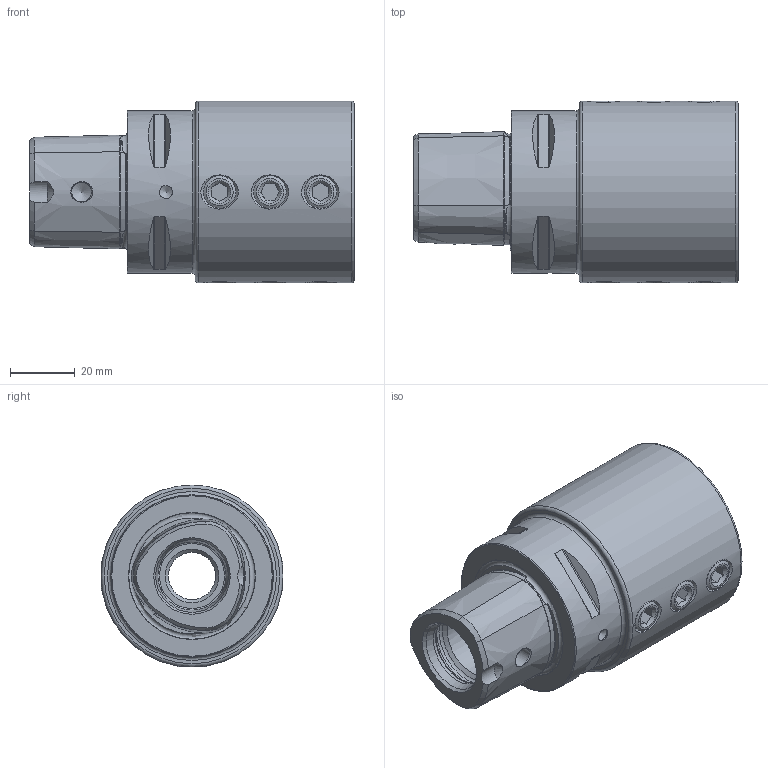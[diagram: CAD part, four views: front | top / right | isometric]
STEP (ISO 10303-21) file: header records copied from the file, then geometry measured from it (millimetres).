
FILE_DESCRIPTION (( 'STEP AP214' ), '1' );
FILE_NAME ('PS5.B32.K01.070.STEP', '2021-12-15T09:30:33', ( '' ), ( '' ), 'SwSTEP 2.0', 'SolidWorks 2017', '' );
FILE_SCHEMA (( 'AUTOMOTIVE_DESIGN' ));
Length unit declared in the file: millimetre
Products named in the file (3): PS5.B32.K01.070; ISO 4026 - M10 x 12_PreviewCfg; PS5-B32.K01.070_B
Assembly tree (10 placements, depth 2):
  PS5.B32.K01.070
    PS5-B32.K01.070_B
    ISO 4026 - M10 x 12_PreviewCfg  x9
Bounding box: 100 x 56 x 56 mm (x, y, z)
Volume: 126645.4 mm3; surface area: 35257.6 mm2
Topology: 10 solids, 10 shells, 229 faces, 539 edges, 341 vertices
Faces by surface type: plane 102, cone 70, cylinder 38, torus 19
Full cylindrical faces by diameter (mm): 4 x1, 6.1 x2, 9 x9, 10 x9, 14.5 x1, 21 x2, 24 x1, 32 x1, 32.6 x1, 50 x1, 56 x1
Entity records: 5330 total; most frequent: CARTESIAN_POINT 2537, DIRECTION 518, ORIENTED_EDGE 452, AXIS2_PLACEMENT_3D 232, EDGE_CURVE 226, EDGE_LOOP 210, VERTEX_POINT 168, FACE_OUTER_BOUND 156
